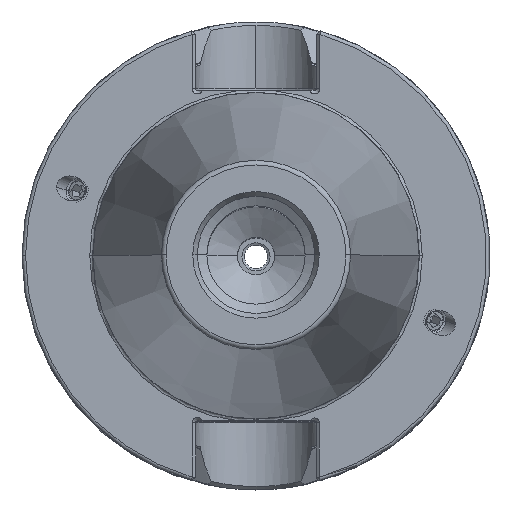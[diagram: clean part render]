
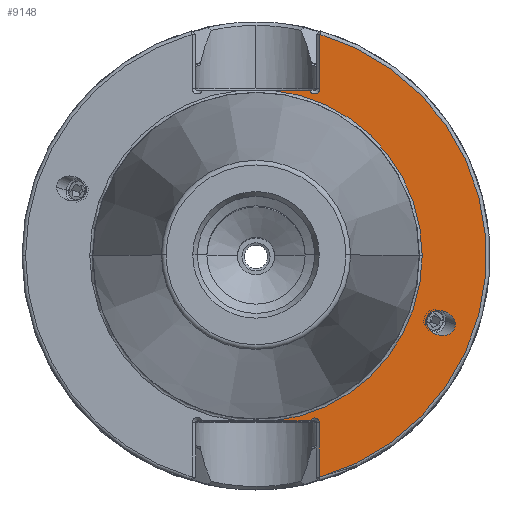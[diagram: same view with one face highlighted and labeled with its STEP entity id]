
A CAD part, top view. The second image highlights one B-rep face of the part: STEP entity #9148.
In plain terms, the highlighted planar face has unit normal (0, 0, 1).
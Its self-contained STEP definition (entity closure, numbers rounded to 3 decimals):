
#79 = VERTEX_POINT ( 'NONE', #7005 ) ;
#156 = EDGE_CURVE ( 'NONE', #6667, #2283, #3394, .T. ) ;
#422 = ORIENTED_EDGE ( 'NONE', *, *, #3310, .F. ) ;
#444 = CARTESIAN_POINT ( 'NONE',  ( 42.579, -14.707, -3. ) ) ;
#503 = DIRECTION ( 'NONE',  ( 0., 0., -1. ) ) ;
#555 = AXIS2_PLACEMENT_3D ( 'NONE', #8804, #3600, #9647 ) ;
#598 = CARTESIAN_POINT ( 'NONE',  ( 11.464, 35.3, -3. ) ) ;
#749 = CIRCLE ( 'NONE', #555, 35.5 ) ;
#905 = CIRCLE ( 'NONE', #2666, 49.237 ) ;
#990 = CARTESIAN_POINT ( 'NONE',  ( 36.355, -14.023, -3. ) ) ;
#992 = EDGE_CURVE ( 'NONE', #2283, #6582, #5753, .T. ) ;
#1751 = VECTOR ( 'NONE', #2996, 1000. ) ;
#1852 = CARTESIAN_POINT ( 'NONE',  ( 3.763, -35.3, -3. ) ) ;
#2131 = PLANE ( 'NONE',  #2284 ) ;
#2283 = VERTEX_POINT ( 'NONE', #9455 ) ;
#2284 = AXIS2_PLACEMENT_3D ( 'NONE', #5701, #503, #6578 ) ;
#2666 = AXIS2_PLACEMENT_3D ( 'NONE', #2763, #8819, #3617 ) ;
#2763 = CARTESIAN_POINT ( 'NONE',  ( 0., 0., -3. ) ) ;
#2786 = DIRECTION ( 'NONE',  ( -1., 0., 0. ) ) ;
#2982 = CARTESIAN_POINT ( 'NONE',  ( 42.579, -9.404, -3. ) ) ;
#2996 = DIRECTION ( 'NONE',  ( 0., -1., 0. ) ) ;
#3034 = EDGE_CURVE ( 'NONE', #11066, #10384, #9231, .T. ) ;
#3051 = EDGE_LOOP ( 'NONE', ( #5320, #9576 ) ) ;
#3094 = ORIENTED_EDGE ( 'NONE', *, *, #6916, .T. ) ;
#3120 = DIRECTION ( 'NONE',  ( 0., 0., -1. ) ) ;
#3275 = CARTESIAN_POINT ( 'NONE',  ( 11.578, -35.3, -3. ) ) ;
#3310 = EDGE_CURVE ( 'NONE', #6667, #9969, #6446, .T. ) ;
#3355 = ORIENTED_EDGE ( 'NONE', *, *, #10802, .F. ) ;
#3394 = CIRCLE ( 'NONE', #10749, 1.019 ) ;
#3503 = CARTESIAN_POINT ( 'NONE',  ( 42.579, -14.707, -3. ) ) ;
#3505 = FACE_BOUND ( 'NONE', #3051, .T. ) ;
#3573 = LINE ( 'NONE', #4082, #7954 ) ;
#3600 = DIRECTION ( 'NONE',  ( 0., 0., -1. ) ) ;
#3606 = AXIS2_PLACEMENT_3D ( 'NONE', #9038, #3844, #9898 ) ;
#3617 = DIRECTION ( 'NONE',  ( -1., 0., 0. ) ) ;
#3625 = ORIENTED_EDGE ( 'NONE', *, *, #11158, .T. ) ;
#3772 = EDGE_LOOP ( 'NONE', ( #422, #7072, #9059, #10829, #10560, #3625, #3355, #3094, #9442 ) ) ;
#3840 = DIRECTION ( 'NONE',  ( 0., -1., 0. ) ) ;
#3844 = DIRECTION ( 'NONE',  ( 0., 0., -1. ) ) ;
#4082 = CARTESIAN_POINT ( 'NONE',  ( 0., 35.3, -3. ) ) ;
#4136 = CARTESIAN_POINT ( 'NONE',  ( 12.525, -35.675, -3. ) ) ;
#4423 = EDGE_CURVE ( 'NONE', #8273, #10005, #10976, .T. ) ;
#4452 = CARTESIAN_POINT ( 'NONE',  ( 42.579, -20.01, -3. ) ) ;
#4457 = CARTESIAN_POINT ( 'NONE',  ( 42.579, -14.707, -3. ) ) ;
#4969 = DIRECTION ( 'NONE',  ( 0., 0., -1. ) ) ;
#4972 = DIRECTION ( 'NONE',  ( -1., 0., 0. ) ) ;
#5267 = EDGE_CURVE ( 'NONE', #10384, #11066, #9935, .T. ) ;
#5320 = ORIENTED_EDGE ( 'NONE', *, *, #5267, .T. ) ;
#5500 = CARTESIAN_POINT ( 'NONE',  ( 36.355, -14.023, -3. ) ) ;
#5541 = CARTESIAN_POINT ( 'NONE',  ( 36.355, -8.72, -3. ) ) ;
#5701 = CARTESIAN_POINT ( 'NONE',  ( 0., 49.987, -3. ) ) ;
#5753 = LINE ( 'NONE', #8157, #6965 ) ;
#6212 = CARTESIAN_POINT ( 'NONE',  ( 36.355, -19.326, -3. ) ) ;
#6446 = LINE ( 'NONE', #8003, #8452 ) ;
#6578 = DIRECTION ( 'NONE',  ( -1., 0., 0. ) ) ;
#6582 = VERTEX_POINT ( 'NONE', #8602 ) ;
#6612 = CIRCLE ( 'NONE', #3606, 35.5 ) ;
#6667 = VERTEX_POINT ( 'NONE', #3275 ) ;
#6916 = EDGE_CURVE ( 'NONE', #79, #10181, #749, .T. ) ;
#6965 = VECTOR ( 'NONE', #3840, 1000. ) ;
#7005 = CARTESIAN_POINT ( 'NONE',  ( 3.763, 35.3, -3. ) ) ;
#7072 = ORIENTED_EDGE ( 'NONE', *, *, #156, .T. ) ;
#7207 = CARTESIAN_POINT ( 'NONE',  ( 13.65, 35.675, -3. ) ) ;
#7492 = VERTEX_POINT ( 'NONE', #598 ) ;
#7954 = VECTOR ( 'NONE', #11157, 1000. ) ;
#7995 = AXIS2_PLACEMENT_3D ( 'NONE', #8340, #3120, #9174 ) ;
#8003 = CARTESIAN_POINT ( 'NONE',  ( 0., -35.3, -3. ) ) ;
#8151 = FACE_OUTER_BOUND ( 'NONE', #3772, .T. ) ;
#8157 = CARTESIAN_POINT ( 'NONE',  ( 13.544, 49.987, -3. ) ) ;
#8212 = CARTESIAN_POINT ( 'NONE',  ( 13.65, 35.675, -3. ) ) ;
#8273 = VERTEX_POINT ( 'NONE', #8977 ) ;
#8340 = CARTESIAN_POINT ( 'NONE',  ( 12.525, 35.675, -3. ) ) ;
#8452 = VECTOR ( 'NONE', #2786, 1000. ) ;
#8462 = CIRCLE ( 'NONE', #7995, 1.125 ) ;
#8602 = CARTESIAN_POINT ( 'NONE',  ( 13.544, -47.338, -3. ) ) ;
#8804 = CARTESIAN_POINT ( 'NONE',  ( 0., 0., -3. ) ) ;
#8819 = DIRECTION ( 'NONE',  ( 0., 0., 1. ) ) ;
#8977 = CARTESIAN_POINT ( 'NONE',  ( 13.65, 47.308, -3. ) ) ;
#9038 = CARTESIAN_POINT ( 'NONE',  ( 0., 0., -3. ) ) ;
#9059 = ORIENTED_EDGE ( 'NONE', *, *, #992, .T. ) ;
#9148 = ADVANCED_FACE ( 'NONE', ( #3505, #8151 ), #2131, .F. ) ;
#9174 = DIRECTION ( 'NONE',  ( -1., 0., 0. ) ) ;
#9231 =( BOUNDED_CURVE ( )  B_SPLINE_CURVE ( 3, ( #10791, #5541, #2982, #444 ),
 .UNSPECIFIED., .F., .F. ) 
 B_SPLINE_CURVE_WITH_KNOTS ( ( 4, 4 ),
 ( 2.852, 5.993 ),
 .UNSPECIFIED. ) 
 CURVE ( )  GEOMETRIC_REPRESENTATION_ITEM ( )  RATIONAL_B_SPLINE_CURVE ( ( 1., 0.333, 0.333, 1. ) ) 
 REPRESENTATION_ITEM ( '' )  );
#9442 = ORIENTED_EDGE ( 'NONE', *, *, #10638, .T. ) ;
#9455 = CARTESIAN_POINT ( 'NONE',  ( 13.544, -35.675, -3. ) ) ;
#9576 = ORIENTED_EDGE ( 'NONE', *, *, #3034, .T. ) ;
#9647 = DIRECTION ( 'NONE',  ( -1., 0., 0. ) ) ;
#9898 = DIRECTION ( 'NONE',  ( -1., 0., 0. ) ) ;
#9935 =( BOUNDED_CURVE ( )  B_SPLINE_CURVE ( 3, ( #3503, #4452, #6212, #990 ),
 .UNSPECIFIED., .F., .F. ) 
 B_SPLINE_CURVE_WITH_KNOTS ( ( 4, 4 ),
 ( 5.993, 9.135 ),
 .UNSPECIFIED. ) 
 CURVE ( )  GEOMETRIC_REPRESENTATION_ITEM ( )  RATIONAL_B_SPLINE_CURVE ( ( 1., 0.333, 0.333, 1. ) ) 
 REPRESENTATION_ITEM ( '' )  );
#9969 = VERTEX_POINT ( 'NONE', #1852 ) ;
#10005 = VERTEX_POINT ( 'NONE', #7207 ) ;
#10027 = CARTESIAN_POINT ( 'NONE',  ( 35.5, 0., -3. ) ) ;
#10181 = VERTEX_POINT ( 'NONE', #10027 ) ;
#10384 = VERTEX_POINT ( 'NONE', #4457 ) ;
#10423 = EDGE_CURVE ( 'NONE', #6582, #8273, #905, .T. ) ;
#10560 = ORIENTED_EDGE ( 'NONE', *, *, #4423, .T. ) ;
#10638 = EDGE_CURVE ( 'NONE', #10181, #9969, #6612, .T. ) ;
#10749 = AXIS2_PLACEMENT_3D ( 'NONE', #4136, #4969, #4972 ) ;
#10791 = CARTESIAN_POINT ( 'NONE',  ( 36.355, -14.023, -3. ) ) ;
#10802 = EDGE_CURVE ( 'NONE', #79, #7492, #3573, .T. ) ;
#10829 = ORIENTED_EDGE ( 'NONE', *, *, #10423, .T. ) ;
#10976 = LINE ( 'NONE', #8212, #1751 ) ;
#11066 = VERTEX_POINT ( 'NONE', #5500 ) ;
#11157 = DIRECTION ( 'NONE',  ( 1., 0., 0. ) ) ;
#11158 = EDGE_CURVE ( 'NONE', #10005, #7492, #8462, .T. ) ;
